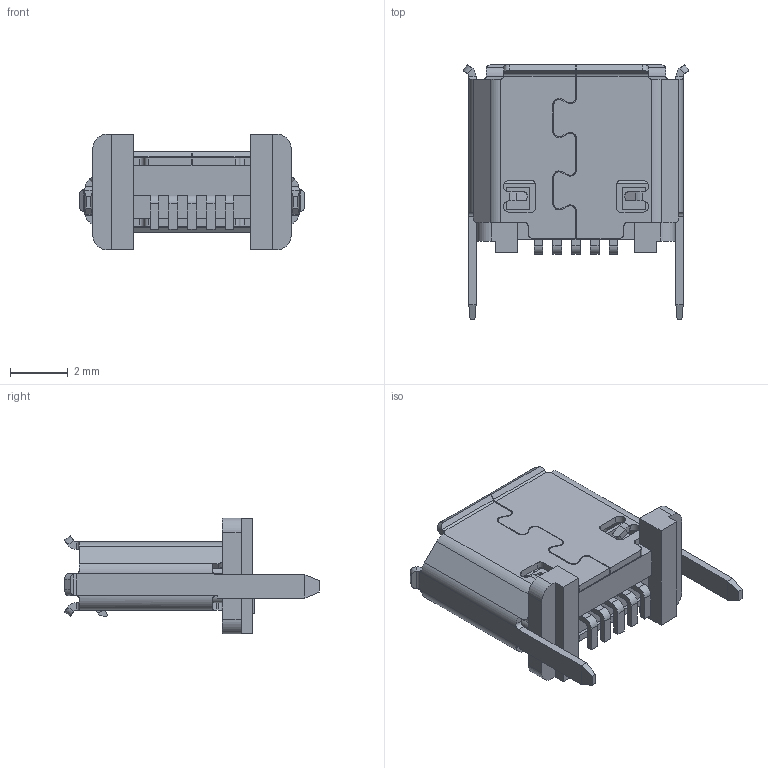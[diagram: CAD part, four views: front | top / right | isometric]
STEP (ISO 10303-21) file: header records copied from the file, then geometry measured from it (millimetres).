
FILE_DESCRIPTION (( 'STEP AP214' ), '1' );
FILE_NAME ('USB3140-30-0230-1-C.STEP', '2021-01-26T12:13:42', ( '' ), ( '' ), 'SwSTEP 2.0', 'SolidWorks 2017', '' );
FILE_SCHEMA (( 'AUTOMOTIVE_DESIGN' ));
Length unit declared in the file: millimetre
Products named in the file (1): USB3140-30-0230-1-C
Bounding box: 7.8 x 8.8 x 4 mm (x, y, z)
Volume: 59.6 mm3; surface area: 360.1 mm2
Topology: 7 solids, 7 shells, 499 faces, 1322 edges, 830 vertices
Faces by surface type: plane 312, cylinder 173, torus 6, cone 6, sphere 2
Entity records: 15656 total; most frequent: CARTESIAN_POINT 3006, ORIENTED_EDGE 2640, DIRECTION 2618, EDGE_CURVE 1320, VECTOR 934, LINE 934, AXIS2_PLACEMENT_3D 842, VERTEX_POINT 830
